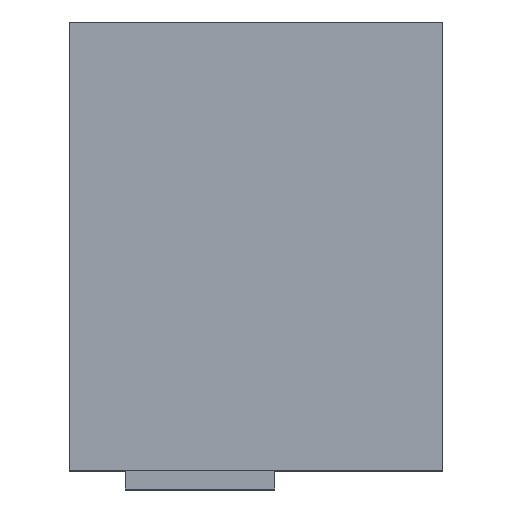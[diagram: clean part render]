
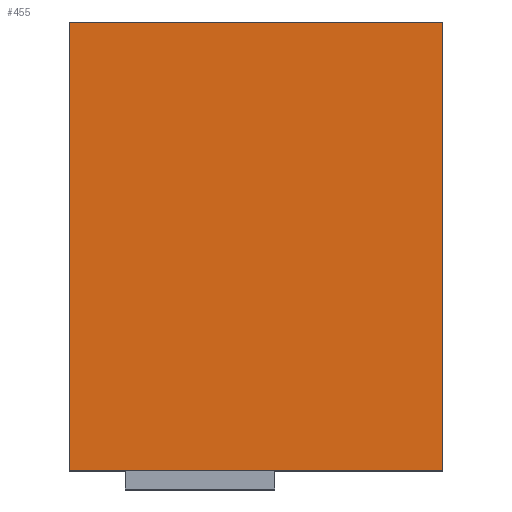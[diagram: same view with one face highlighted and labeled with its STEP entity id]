
A CAD part, top view. The second image highlights one B-rep face of the part: STEP entity #455.
In plain terms, the highlighted planar face has unit normal (0, 0, 1).
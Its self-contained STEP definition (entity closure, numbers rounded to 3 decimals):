
#95 = EDGE_CURVE('',#96,#98,#100,.T.);
#96 = VERTEX_POINT('',#97);
#97 = CARTESIAN_POINT('',(0.,0.,30.));
#98 = VERTEX_POINT('',#99);
#99 = CARTESIAN_POINT('',(0.,24.,30.));
#100 = LINE('',#101,#102);
#101 = CARTESIAN_POINT('',(0.,0.,30.));
#102 = VECTOR('',#103,1.);
#103 = DIRECTION('',(0.,1.,0.));
#227 = VERTEX_POINT('',#228);
#228 = CARTESIAN_POINT('',(20.,24.,30.));
#234 = EDGE_CURVE('',#235,#227,#237,.T.);
#235 = VERTEX_POINT('',#236);
#236 = CARTESIAN_POINT('',(20.,0.,30.));
#237 = LINE('',#238,#239);
#238 = CARTESIAN_POINT('',(20.,0.,30.));
#239 = VECTOR('',#240,1.);
#240 = DIRECTION('',(0.,1.,0.));
#354 = EDGE_CURVE('',#355,#96,#357,.T.);
#355 = VERTEX_POINT('',#356);
#356 = CARTESIAN_POINT('',(3.,0.,30.));
#357 = LINE('',#358,#359);
#358 = CARTESIAN_POINT('',(20.,0.,30.));
#359 = VECTOR('',#360,1.);
#360 = DIRECTION('',(-1.,0.,0.));
#409 = VERTEX_POINT('',#410);
#410 = CARTESIAN_POINT('',(11.,0.,30.));
#416 = EDGE_CURVE('',#235,#409,#417,.T.);
#417 = LINE('',#418,#419);
#418 = CARTESIAN_POINT('',(20.,0.,30.));
#419 = VECTOR('',#420,1.);
#420 = DIRECTION('',(-1.,0.,0.));
#433 = EDGE_CURVE('',#227,#98,#434,.T.);
#434 = LINE('',#435,#436);
#435 = CARTESIAN_POINT('',(20.,24.,30.));
#436 = VECTOR('',#437,1.);
#437 = DIRECTION('',(-1.,0.,0.));
#455 = ADVANCED_FACE('',(#456),#469,.T.);
#456 = FACE_BOUND('',#457,.T.);
#457 = EDGE_LOOP('',(#458,#459,#460,#461,#462,#468));
#458 = ORIENTED_EDGE('',*,*,#234,.T.);
#459 = ORIENTED_EDGE('',*,*,#433,.T.);
#460 = ORIENTED_EDGE('',*,*,#95,.F.);
#461 = ORIENTED_EDGE('',*,*,#354,.F.);
#462 = ORIENTED_EDGE('',*,*,#463,.F.);
#463 = EDGE_CURVE('',#409,#355,#464,.T.);
#464 = LINE('',#465,#466);
#465 = CARTESIAN_POINT('',(11.,0.,30.));
#466 = VECTOR('',#467,1.);
#467 = DIRECTION('',(-1.,0.,0.));
#468 = ORIENTED_EDGE('',*,*,#416,.F.);
#469 = PLANE('',#470);
#470 = AXIS2_PLACEMENT_3D('',#471,#472,#473);
#471 = CARTESIAN_POINT('',(20.,0.,30.));
#472 = DIRECTION('',(0.,0.,1.));
#473 = DIRECTION('',(-1.,0.,0.));
